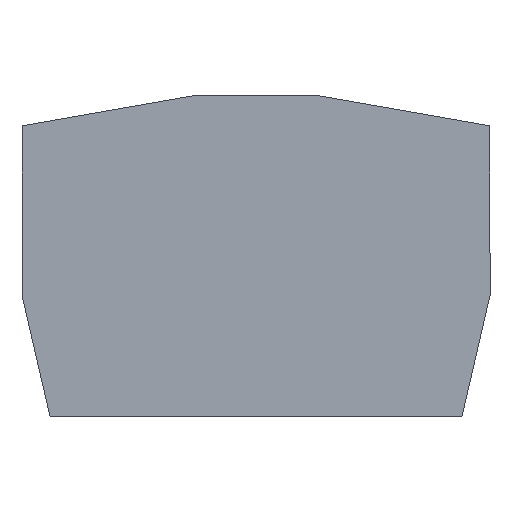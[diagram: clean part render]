
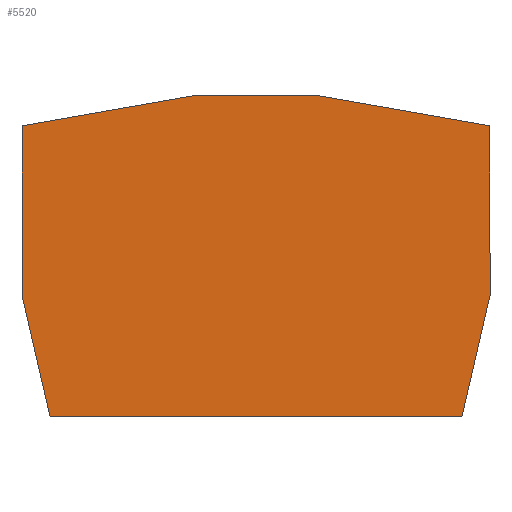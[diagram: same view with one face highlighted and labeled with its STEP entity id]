
A CAD part, left-side view. The second image highlights one B-rep face of the part: STEP entity #5520.
In plain terms, the highlighted face is planar.
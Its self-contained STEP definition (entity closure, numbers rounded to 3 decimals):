
#120=CARTESIAN_POINT('',(-4.066,122.619,
3.828));
#130=VERTEX_POINT('',#120);
#280=CARTESIAN_POINT('',(-4.066,111.018,
3.828));
#290=VERTEX_POINT('',#280);
#320=CARTESIAN_POINT('',(-4.066,122.791,
3.828));
#330=DIRECTION('',(0.,1.,0.));
#340=VECTOR('',#330,1.);
#350=LINE('',#320,#340);
#360=EDGE_CURVE('',#290,#130,#350,.T.);
#530=CARTESIAN_POINT('',(-6.785,122.791,
3.828));
#540=DIRECTION('',(-0.225,0.974,0.));
#550=VECTOR('',#540,1.);
#560=LINE('',#530,#550);
#570=CARTESIAN_POINT('',(-2.15,102.718,
3.828));
#580=VERTEX_POINT('',#570);
#590=EDGE_CURVE('',#580,#290,#560,.T.);
#1380=CARTESIAN_POINT('',(27.934,122.791,
3.828));
#1390=DIRECTION('',(0.,-1.,0.));
#1400=VECTOR('',#1390,1.);
#1410=LINE('',#1380,#1400);
#1420=CARTESIAN_POINT('',(27.934,122.619,
3.828));
#1430=VERTEX_POINT('',#1420);
#1440=CARTESIAN_POINT('',(27.934,111.018,
3.828));
#1450=VERTEX_POINT('',#1440);
#1460=EDGE_CURVE('',#1430,#1450,#1410,.T.);
#3300=CARTESIAN_POINT('',(26.017,102.718,
3.828));
#3310=VERTEX_POINT('',#3300);
#3340=CARTESIAN_POINT('',(20.073,102.718,
3.828));
#3350=DIRECTION('',(-1.,0.,0.));
#3360=VECTOR('',#3350,1.);
#3370=LINE('',#3340,#3360);
#3380=EDGE_CURVE('',#3310,#580,#3370,.T.);
#3630=CARTESIAN_POINT('',(30.652,122.791,
3.828));
#3640=DIRECTION('',(-0.225,-0.974,0.));
#3650=VECTOR('',#3640,1.);
#3660=LINE('',#3630,#3650);
#3670=EDGE_CURVE('',#1450,#3310,#3660,.T.);
#5180=CARTESIAN_POINT('',(2.849,106.758,3.828));
#5190=DIRECTION('',(0.,0.,-1.));
#5200=DIRECTION('',(0.,-1.,0.));
#5210=AXIS2_PLACEMENT_3D('',#5180,#5190,#5200);
#5220=PLANE('',#5210);
#5230=ORIENTED_EDGE('',*,*,#3380,.T.);
#5240=ORIENTED_EDGE('',*,*,#3670,.T.);
#5250=ORIENTED_EDGE('',*,*,#1460,.T.);
#5260=CARTESIAN_POINT('',(20.073,124.006,
3.828));
#5270=DIRECTION('',(0.985,-0.174,0.));
#5280=VECTOR('',#5270,1.);
#5290=LINE('',#5260,#5280);
#5300=CARTESIAN_POINT('',(16.034,124.718,
3.828));
#5310=VERTEX_POINT('',#5300);
#5320=EDGE_CURVE('',#5310,#1430,#5290,.T.);
#5330=ORIENTED_EDGE('',*,*,#5320,.T.);
#5340=CARTESIAN_POINT('',(20.073,124.718,
3.828));
#5350=DIRECTION('',(1.,0.,0.));
#5360=VECTOR('',#5350,1.);
#5370=LINE('',#5340,#5360);
#5380=CARTESIAN_POINT('',(7.834,124.718,
3.828));
#5390=VERTEX_POINT('',#5380);
#5400=EDGE_CURVE('',#5390,#5310,#5370,.T.);
#5410=ORIENTED_EDGE('',*,*,#5400,.T.);
#5420=CARTESIAN_POINT('',(20.073,126.876,
3.828));
#5430=DIRECTION('',(0.985,0.174,0.));
#5440=VECTOR('',#5430,1.);
#5450=LINE('',#5420,#5440);
#5460=EDGE_CURVE('',#130,#5390,#5450,.T.);
#5470=ORIENTED_EDGE('',*,*,#5460,.T.);
#5480=ORIENTED_EDGE('',*,*,#360,.T.);
#5490=ORIENTED_EDGE('',*,*,#590,.T.);
#5500=EDGE_LOOP('',(#5490,#5480,#5470,#5410,#5330,#5250,#5240,#5230));
#5510=FACE_OUTER_BOUND('',#5500,.T.);
#5520=ADVANCED_FACE('',(#5510),#5220,.T.);
